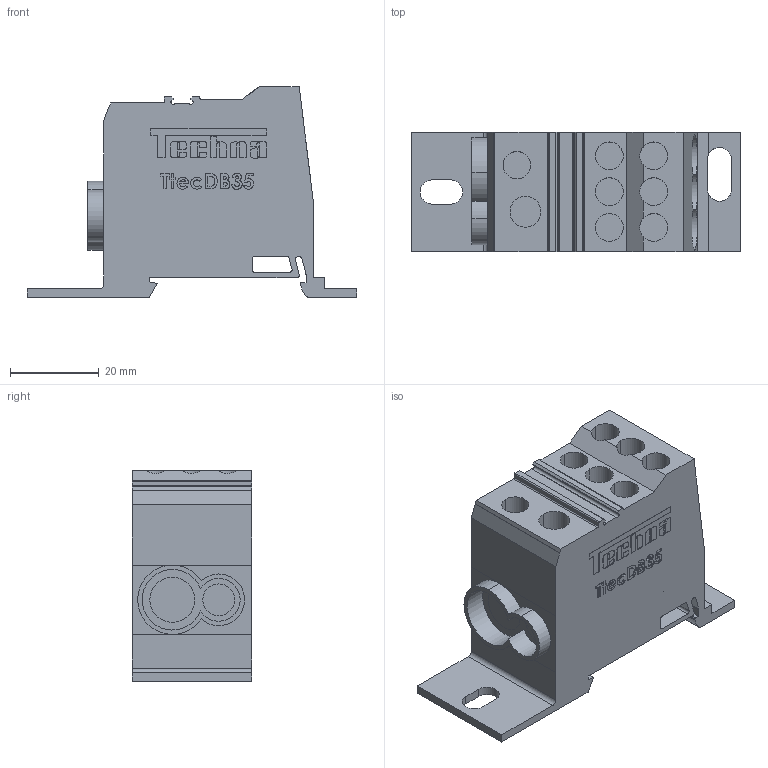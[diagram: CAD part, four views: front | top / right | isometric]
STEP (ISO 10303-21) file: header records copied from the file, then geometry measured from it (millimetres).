
FILE_DESCRIPTION (( 'STEP AP214' ), '1' );
FILE_NAME ('TtecDB35.STEP', '2020-07-23T09:05:01', ( '' ), ( '' ), 'SwSTEP 2.0', 'SolidWorks 2020', '' );
FILE_SCHEMA (( 'AUTOMOTIVE_DESIGN' ));
Length unit declared in the file: millimetre
Products named in the file (1): TtecDB35
Bounding box: 74.4 x 27 x 47.61 mm (x, y, z)
Volume: 46449.3 mm3; surface area: 15075.5 mm2
Topology: 1 solids, 1 shells, 642 faces, 1751 edges, 1166 vertices
Faces by surface type: plane 337, cylinder 201, bspline 104
Entity records: 31454 total; most frequent: CARTESIAN_POINT 9931, ORIENTED_EDGE 3502, DIRECTION 3015, EDGE_CURVE 1751, VERTEX_POINT 1166, VECTOR 1133, LINE 1133, AXIS2_PLACEMENT_3D 941
